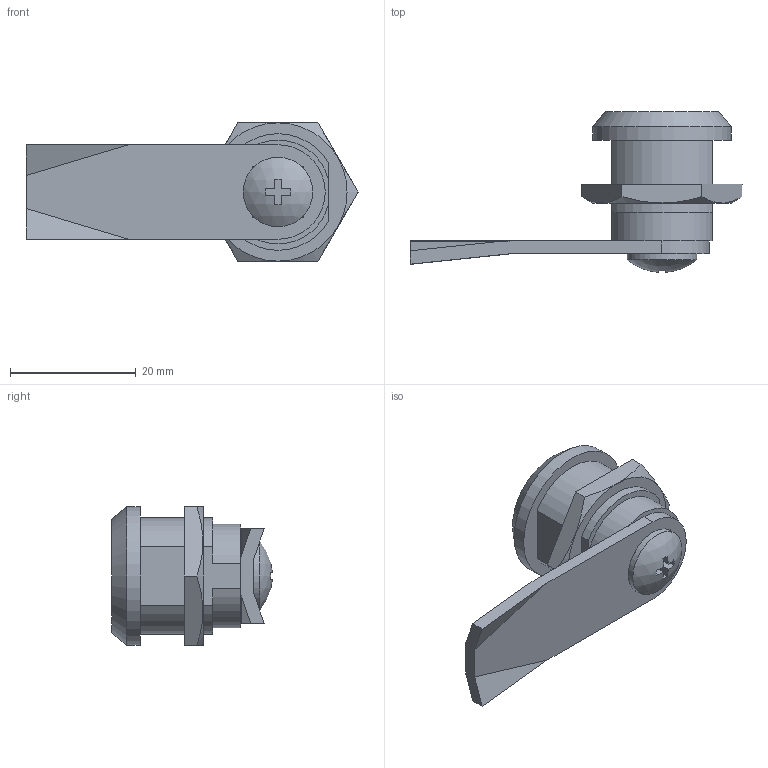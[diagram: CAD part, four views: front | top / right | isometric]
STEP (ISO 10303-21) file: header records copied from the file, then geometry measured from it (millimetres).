
FILE_DESCRIPTION (( 'STEP AP203' ), '1' );
FILE_NAME ('YZK10-19-16-40 Çàìîê 19-1640 (10 øò).STEP', '2016-09-13T13:35:34', ( '' ), ( '' ), 'SwSTEP 2.0', 'SolidWorks 2014', '' );
FILE_SCHEMA (( 'CONFIG_CONTROL_DESIGN' ));
Length unit declared in the file: millimetre
Products named in the file (1): YZK10-19-16-40 ﾇ瑟鶴 19-1640 (10 )
Bounding box: 52.7 x 25.47 x 22 mm (x, y, z)
Volume: 6020.3 mm3; surface area: 4765.9 mm2
Topology: 2 solids, 3 shells, 74 faces, 182 edges, 121 vertices
Faces by surface type: plane 55, cylinder 16, cone 2, sphere 1
Full cylindrical faces by diameter (mm): 11 x1, 14.6 x1, 22 x1
Entity records: 2277 total; most frequent: CARTESIAN_POINT 449, DIRECTION 358, ORIENTED_EDGE 352, EDGE_CURVE 176, LINE 124, VECTOR 124, VERTEX_POINT 120, AXIS2_PLACEMENT_3D 117
